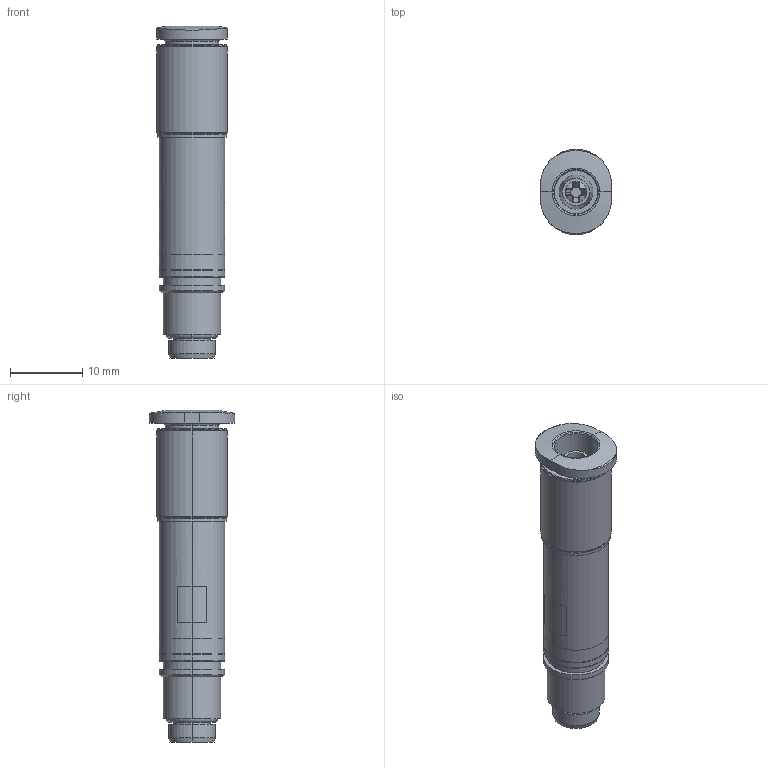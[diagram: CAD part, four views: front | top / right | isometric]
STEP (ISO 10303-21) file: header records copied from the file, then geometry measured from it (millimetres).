
FILE_DESCRIPTION((''),'2;1');
FILE_NAME('6MM-OD-1_1_1','2019-05-07T',('sy.ji'),(''),'PRO/ENGINEER BY PARAMETRIC TECHNOLOGY CORPORATION, 2014310','PRO/ENGINEER BY PARAMETRIC TECHNOLOGY CORPORATION, 2014310','');
FILE_SCHEMA(('CONFIG_CONTROL_DESIGN'));
Length unit declared in the file: millimetre
Products named in the file (1): 6MM-OD-1_1_1
Bounding box: 9.8 x 11.8 x 45.9 mm (x, y, z)
Volume: 1985.2 mm3; surface area: 4441.7 mm2
Topology: 1 solids, 4 shells, 304 faces, 771 edges, 499 vertices
Faces by surface type: cylinder 102, plane 101, cone 51, torus 40, bspline 8, extrusion 2
Entity records: 12737 total; most frequent: CARTESIAN_POINT 2976, DIRECTION 1553, ORIENTED_EDGE 1542, EDGE_CURVE 771, PRESENTATION_STYLE_ASSIGNMENT 662, STYLED_ITEM 662, AXIS2_PLACEMENT_3D 655, CURVE_STYLE 577
